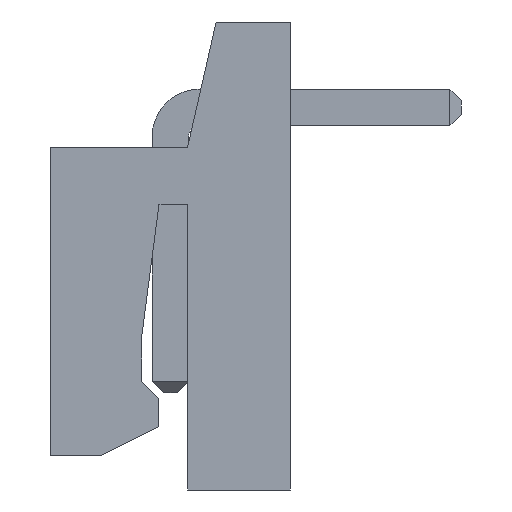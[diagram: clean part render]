
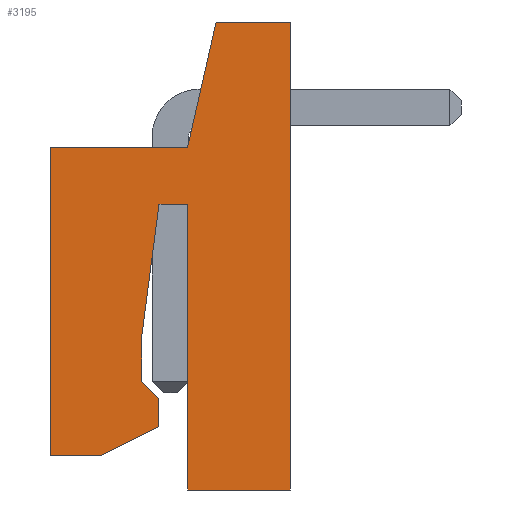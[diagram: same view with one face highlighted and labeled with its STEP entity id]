
A CAD part, left-side view. The second image highlights one B-rep face of the part: STEP entity #3195.
In plain terms, the highlighted planar face has unit normal (-1, 0, 0).
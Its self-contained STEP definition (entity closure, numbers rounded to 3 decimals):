
#8 = LINE ( 'NONE', #2165, #4301 ) ;
#113 = ORIENTED_EDGE ( 'NONE', *, *, #1792, .T. ) ;
#237 = LINE ( 'NONE', #806, #4020 ) ;
#299 = DIRECTION ( 'NONE',  ( 0., 0., -1. ) ) ;
#344 = ORIENTED_EDGE ( 'NONE', *, *, #5789, .F. ) ;
#482 = ORIENTED_EDGE ( 'NONE', *, *, #2946, .F. ) ;
#501 = VECTOR ( 'NONE', #6472, 1000. ) ;
#552 = LINE ( 'NONE', #5917, #2321 ) ;
#561 = VECTOR ( 'NONE', #2736, 1000. ) ;
#668 = CARTESIAN_POINT ( 'NONE',  ( -3.75, 1.802, 1.9 ) ) ;
#776 = ORIENTED_EDGE ( 'NONE', *, *, #1214, .T. ) ;
#806 = CARTESIAN_POINT ( 'NONE',  ( -3.75, 2.302, -2.994 ) ) ;
#833 = CARTESIAN_POINT ( 'NONE',  ( -3.75, 2.602, 4.1 ) ) ;
#855 = LINE ( 'NONE', #1256, #6823 ) ;
#1005 = DIRECTION ( 'NONE',  ( 0., 1., 0. ) ) ;
#1018 = CARTESIAN_POINT ( 'NONE',  ( -3.75, 4.2, -4.1 ) ) ;
#1023 = VECTOR ( 'NONE', #4667, 1000. ) ;
#1032 = DIRECTION ( 'NONE',  ( 0., 1., 0. ) ) ;
#1067 = VERTEX_POINT ( 'NONE', #3353 ) ;
#1080 = EDGE_CURVE ( 'NONE', #6682, #5009, #2433, .T. ) ;
#1161 = CARTESIAN_POINT ( 'NONE',  ( -3.75, 1.802, 0.903 ) ) ;
#1184 = EDGE_CURVE ( 'NONE', #6192, #5412, #5975, .T. ) ;
#1214 = EDGE_CURVE ( 'NONE', #5453, #2719, #4346, .T. ) ;
#1256 = CARTESIAN_POINT ( 'NONE',  ( -3.75, 2.302, 0.903 ) ) ;
#1280 = VECTOR ( 'NONE', #1005, 1000. ) ;
#1305 = EDGE_CURVE ( 'NONE', #6192, #3715, #3210, .T. ) ;
#1326 = CARTESIAN_POINT ( 'NONE',  ( -3.75, 2.602, -2.195 ) ) ;
#1332 = CARTESIAN_POINT ( 'NONE',  ( -3.75, 4.2, 4.1 ) ) ;
#1548 = VERTEX_POINT ( 'NONE', #5321 ) ;
#1567 = VERTEX_POINT ( 'NONE', #2084 ) ;
#1678 = CARTESIAN_POINT ( 'NONE',  ( -3.75, 1.802, 0.903 ) ) ;
#1792 = EDGE_CURVE ( 'NONE', #3715, #1567, #3713, .T. ) ;
#1856 = CARTESIAN_POINT ( 'NONE',  ( -3.75, 2.302, 0.903 ) ) ;
#2084 = CARTESIAN_POINT ( 'NONE',  ( -3.75, 1.302, 4.1 ) ) ;
#2089 = CARTESIAN_POINT ( 'NONE',  ( -3.75, 0., 1.9 ) ) ;
#2104 = LINE ( 'NONE', #4863, #501 ) ;
#2165 = CARTESIAN_POINT ( 'NONE',  ( -3.75, 1.802, 1.9 ) ) ;
#2241 = ORIENTED_EDGE ( 'NONE', *, *, #1080, .F. ) ;
#2275 = LINE ( 'NONE', #2860, #5374 ) ;
#2281 = ORIENTED_EDGE ( 'NONE', *, *, #5699, .F. ) ;
#2321 = VECTOR ( 'NONE', #1032, 1000. ) ;
#2433 = LINE ( 'NONE', #1326, #6162 ) ;
#2477 = VECTOR ( 'NONE', #2699, 1000. ) ;
#2560 = DIRECTION ( 'NONE',  ( 0., 0.129, -0.992 ) ) ;
#2699 = DIRECTION ( 'NONE',  ( 0., 0., 1. ) ) ;
#2719 = VERTEX_POINT ( 'NONE', #6298 ) ;
#2736 = DIRECTION ( 'NONE',  ( 0., -1., 0. ) ) ;
#2816 = VECTOR ( 'NONE', #4306, 1000. ) ;
#2833 = CARTESIAN_POINT ( 'NONE',  ( -3.75, 2.602, -1.397 ) ) ;
#2860 = CARTESIAN_POINT ( 'NONE',  ( -3.75, 1.802, 4.1 ) ) ;
#2939 = EDGE_CURVE ( 'NONE', #1067, #1548, #237, .T. ) ;
#2946 = EDGE_CURVE ( 'NONE', #1548, #3820, #552, .T. ) ;
#3006 = ORIENTED_EDGE ( 'NONE', *, *, #1184, .F. ) ;
#3036 = LINE ( 'NONE', #3737, #5267 ) ;
#3071 = LINE ( 'NONE', #833, #1023 ) ;
#3195 = ADVANCED_FACE ( 'NONE', ( #5128 ), #5165, .F. ) ;
#3210 = LINE ( 'NONE', #5400, #2477 ) ;
#3269 = ORIENTED_EDGE ( 'NONE', *, *, #1305, .T. ) ;
#3278 = DIRECTION ( 'NONE',  ( 0., 1., 0. ) ) ;
#3290 = EDGE_CURVE ( 'NONE', #5009, #1067, #3036, .T. ) ;
#3329 = ORIENTED_EDGE ( 'NONE', *, *, #2939, .F. ) ;
#3353 = CARTESIAN_POINT ( 'NONE',  ( -3.75, 2.302, -2.994 ) ) ;
#3427 = AXIS2_PLACEMENT_3D ( 'NONE', #1332, #3465, #299 ) ;
#3465 = DIRECTION ( 'NONE',  ( 1., 0., 0. ) ) ;
#3536 = VERTEX_POINT ( 'NONE', #2833 ) ;
#3677 = CARTESIAN_POINT ( 'NONE',  ( -3.75, 4.2, 4.1 ) ) ;
#3713 = LINE ( 'NONE', #3677, #1280 ) ;
#3715 = VERTEX_POINT ( 'NONE', #4145 ) ;
#3737 = CARTESIAN_POINT ( 'NONE',  ( -3.75, 2.302, 4.1 ) ) ;
#3757 = EDGE_CURVE ( 'NONE', #3820, #2719, #2104, .T. ) ;
#3800 = LINE ( 'NONE', #1161, #561 ) ;
#3820 = VERTEX_POINT ( 'NONE', #6401 ) ;
#3900 = EDGE_CURVE ( 'NONE', #5412, #3938, #2275, .T. ) ;
#3938 = VERTEX_POINT ( 'NONE', #1678 ) ;
#4020 = VECTOR ( 'NONE', #6767, 1000. ) ;
#4145 = CARTESIAN_POINT ( 'NONE',  ( -3.75, 0., 4.1 ) ) ;
#4171 = ORIENTED_EDGE ( 'NONE', *, *, #3900, .F. ) ;
#4272 = DIRECTION ( 'NONE',  ( 0., 0., -1. ) ) ;
#4301 = VECTOR ( 'NONE', #4321, 1000. ) ;
#4306 = DIRECTION ( 'NONE',  ( 0., 1., 0. ) ) ;
#4321 = DIRECTION ( 'NONE',  ( 0., -0.222, 0.975 ) ) ;
#4346 = LINE ( 'NONE', #2089, #2816 ) ;
#4376 = EDGE_CURVE ( 'NONE', #6895, #3938, #3800, .T. ) ;
#4431 = DIRECTION ( 'NONE',  ( 0., 0., 1. ) ) ;
#4667 = DIRECTION ( 'NONE',  ( 0., 0., -1. ) ) ;
#4863 = CARTESIAN_POINT ( 'NONE',  ( -3.75, 4.2, 4.1 ) ) ;
#4882 = CARTESIAN_POINT ( 'NONE',  ( -3.75, 0., -4.1 ) ) ;
#5000 = EDGE_CURVE ( 'NONE', #6895, #3536, #855, .T. ) ;
#5009 = VERTEX_POINT ( 'NONE', #6530 ) ;
#5128 = FACE_OUTER_BOUND ( 'NONE', #5300, .T. ) ;
#5165 = PLANE ( 'NONE',  #3427 ) ;
#5267 = VECTOR ( 'NONE', #4272, 1000. ) ;
#5300 = EDGE_LOOP ( 'NONE', ( #2281, #776, #5670, #482, #3329, #5957, #2241, #344, #6024, #6474, #4171, #3006, #3269, #113 ) ) ;
#5321 = CARTESIAN_POINT ( 'NONE',  ( -3.75, 3.305, -3.491 ) ) ;
#5374 = VECTOR ( 'NONE', #4431, 1000. ) ;
#5400 = CARTESIAN_POINT ( 'NONE',  ( -3.75, 0., 0. ) ) ;
#5412 = VERTEX_POINT ( 'NONE', #6049 ) ;
#5453 = VERTEX_POINT ( 'NONE', #668 ) ;
#5548 = DIRECTION ( 'NONE',  ( 0., -0.707, -0.707 ) ) ;
#5670 = ORIENTED_EDGE ( 'NONE', *, *, #3757, .F. ) ;
#5699 = EDGE_CURVE ( 'NONE', #5453, #1567, #8, .T. ) ;
#5789 = EDGE_CURVE ( 'NONE', #3536, #6682, #3071, .T. ) ;
#5917 = CARTESIAN_POINT ( 'NONE',  ( -3.75, 4.2, -3.491 ) ) ;
#5957 = ORIENTED_EDGE ( 'NONE', *, *, #3290, .F. ) ;
#5975 = LINE ( 'NONE', #1018, #6035 ) ;
#6024 = ORIENTED_EDGE ( 'NONE', *, *, #5000, .F. ) ;
#6035 = VECTOR ( 'NONE', #3278, 1000. ) ;
#6049 = CARTESIAN_POINT ( 'NONE',  ( -3.75, 1.802, -4.1 ) ) ;
#6162 = VECTOR ( 'NONE', #5548, 1000. ) ;
#6188 = CARTESIAN_POINT ( 'NONE',  ( -3.75, 2.602, -2.195 ) ) ;
#6192 = VERTEX_POINT ( 'NONE', #4882 ) ;
#6298 = CARTESIAN_POINT ( 'NONE',  ( -3.75, 4.2, 1.9 ) ) ;
#6401 = CARTESIAN_POINT ( 'NONE',  ( -3.75, 4.2, -3.491 ) ) ;
#6472 = DIRECTION ( 'NONE',  ( 0., 0., 1. ) ) ;
#6474 = ORIENTED_EDGE ( 'NONE', *, *, #4376, .T. ) ;
#6530 = CARTESIAN_POINT ( 'NONE',  ( -3.75, 2.302, -2.495 ) ) ;
#6682 = VERTEX_POINT ( 'NONE', #6188 ) ;
#6767 = DIRECTION ( 'NONE',  ( 0., 0.896, -0.444 ) ) ;
#6823 = VECTOR ( 'NONE', #2560, 1000. ) ;
#6895 = VERTEX_POINT ( 'NONE', #1856 ) ;
